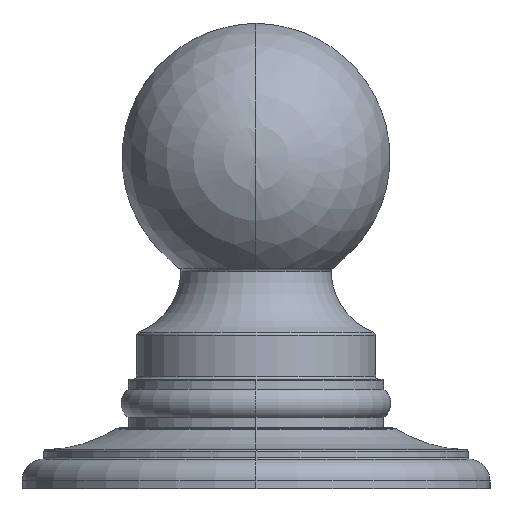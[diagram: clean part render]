
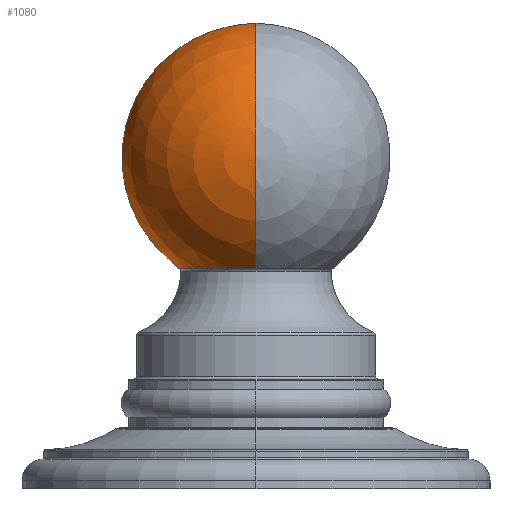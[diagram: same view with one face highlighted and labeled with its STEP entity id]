
A CAD part, left-side view. The second image highlights one B-rep face of the part: STEP entity #1080.
In plain terms, the highlighted spherical face has radius 21.971 mm.
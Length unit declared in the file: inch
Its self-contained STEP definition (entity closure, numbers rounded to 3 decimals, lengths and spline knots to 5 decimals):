
#760=CARTESIAN_POINT('',(-7.50591,0.,2.12257));
#761=DIRECTION('',(1.,0.,0.));
#762=DIRECTION('',(0.,1.,0.));
#763=AXIS2_PLACEMENT_3D('',#760,#761,#762);
#765=CARTESIAN_POINT('',(-8.,0.,1.40982));
#766=DIRECTION('',(0.,0.,1.));
#767=DIRECTION('',(0.,1.,0.));
#768=AXIS2_PLACEMENT_3D('',#765,#766,#767);
#770=CARTESIAN_POINT('',(-8.,0.,1.40982));
#771=DIRECTION('',(0.,0.,1.));
#772=DIRECTION('',(1.,0.,0.));
#773=AXIS2_PLACEMENT_3D('',#770,#771,#772);
#775=CARTESIAN_POINT('',(-7.50591,0.,2.12257));
#776=DIRECTION('',(1.,0.,0.));
#777=DIRECTION('',(0.,0.,-1.));
#778=AXIS2_PLACEMENT_3D('',#775,#776,#777);
#790=CARTESIAN_POINT('',(-8.,0.,2.12257));
#791=DIRECTION('',(0.,-1.,0.));
#792=DIRECTION('',(0.567,0.,-0.824));
#793=AXIS2_PLACEMENT_3D('',#790,#791,#792);
#795=CARTESIAN_POINT('',(-8.,0.,2.12257));
#796=DIRECTION('',(0.,-1.,0.));
#797=DIRECTION('',(-1.,0.,0.));
#798=AXIS2_PLACEMENT_3D('',#795,#796,#797);
#800=CARTESIAN_POINT('',(-8.,0.,2.12257));
#801=DIRECTION('',(0.,1.,0.));
#802=DIRECTION('',(-1.,0.,0.));
#803=AXIS2_PLACEMENT_3D('',#800,#801,#802);
#975=CARTESIAN_POINT('',(-7.5099,0.,1.40982));
#976=CARTESIAN_POINT('',(-8.,0.4901,1.40982));
#977=VERTEX_POINT('',#975);
#978=VERTEX_POINT('',#976);
#979=CARTESIAN_POINT('',(-8.4901,0.,1.40982));
#980=VERTEX_POINT('',#979);
#981=CARTESIAN_POINT('',(-8.865,0.,2.12257));
#982=VERTEX_POINT('',#981);
#1019=CARTESIAN_POINT('',(-7.50591,0.71,2.12257));
#1020=CARTESIAN_POINT('',(-7.50591,0.,2.83257));
#1021=VERTEX_POINT('',#1019);
#1022=VERTEX_POINT('',#1020);
#1023=CARTESIAN_POINT('',(-7.50591,0.,1.41257));
#1024=VERTEX_POINT('',#1023);
#1059=CARTESIAN_POINT('',(-8.,0.,2.12257));
#1060=DIRECTION('',(-1.,0.,0.));
#1061=DIRECTION('',(0.,0.,-1.));
#1062=AXIS2_PLACEMENT_3D('',#1059,#1060,#1061);
#1063=SPHERICAL_SURFACE('',#1062,0.865);
#1065=ORIENTED_EDGE('',*,*,#1064,.T.);
#1067=ORIENTED_EDGE('',*,*,#1066,.F.);
#1069=ORIENTED_EDGE('',*,*,#1068,.T.);
#1071=ORIENTED_EDGE('',*,*,#1070,.F.);
#1073=ORIENTED_EDGE('',*,*,#1072,.F.);
#1075=ORIENTED_EDGE('',*,*,#1074,.T.);
#1077=ORIENTED_EDGE('',*,*,#1076,.T.);
#1078=EDGE_LOOP('',(#1065,#1067,#1069,#1071,#1073,#1075,#1077));
#1079=FACE_OUTER_BOUND('',#1078,.F.);
#1080=ADVANCED_FACE('',(#1079),#1063,.T.);
#764=CIRCLE('',#763,0.71);
#769=CIRCLE('',#768,0.4901);
#774=CIRCLE('',#773,0.4901);
#779=CIRCLE('',#778,0.71);
#794=CIRCLE('',#793,0.865);
#799=CIRCLE('',#798,0.865);
#804=CIRCLE('',#803,0.865);
#1064=EDGE_CURVE('',#1021,#1022,#764,.T.);
#1066=EDGE_CURVE('',#982,#1022,#804,.T.);
#1068=EDGE_CURVE('',#982,#980,#799,.T.);
#1070=EDGE_CURVE('',#978,#980,#769,.T.);
#1072=EDGE_CURVE('',#977,#978,#774,.T.);
#1074=EDGE_CURVE('',#977,#1024,#794,.T.);
#1076=EDGE_CURVE('',#1024,#1021,#779,.T.);
